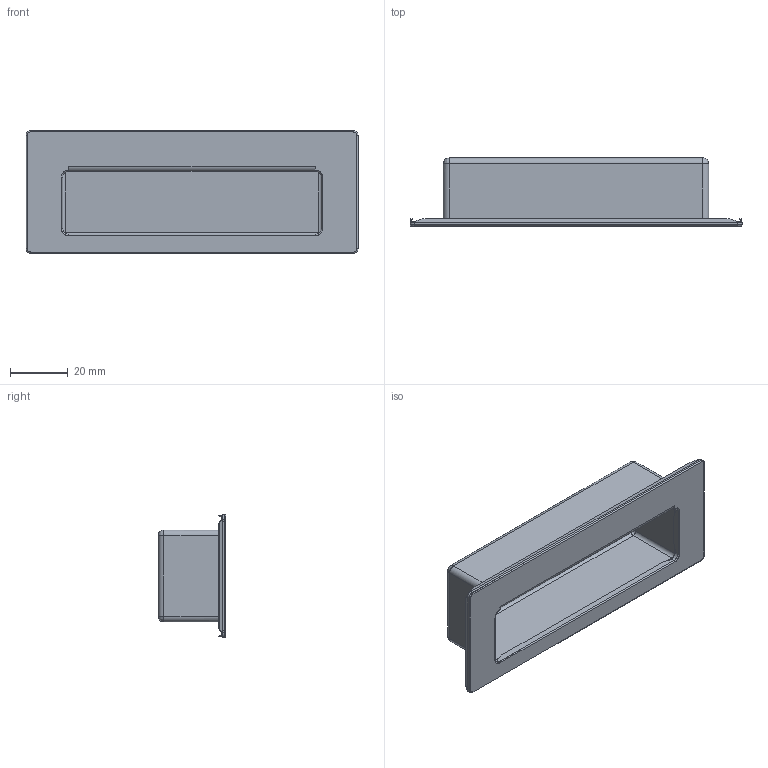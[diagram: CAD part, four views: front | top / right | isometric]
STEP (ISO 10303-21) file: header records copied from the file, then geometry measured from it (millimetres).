
FILE_DESCRIPTION((''),'2;1');
FILE_NAME('','2011-04-26T15:24:47',(''),(''),'','CADfix','');
FILE_SCHEMA(('AUTOMOTIVE_DESIGN { 1 0 10303 214 1 1 1 1 }'));
Length unit declared in the file: millimetre
Bounding box: 114.8 x 23.5 x 42.3 mm (x, y, z)
Volume: 8693.2 mm3; surface area: 29237.3 mm2
Topology: 2 solids, 2 shells, 177 faces, 441 edges, 266 vertices
Faces by surface type: bspline 177
Entity records: 6012 total; most frequent: CARTESIAN_POINT 3340, ORIENTED_EDGE 882, EDGE_CURVE 441, VERTEX_POINT 266, QUASI_UNIFORM_CURVE 247, B_SPLINE_CURVE_WITH_KNOTS 194, EDGE_LOOP 181, FACE_OUTER_BOUND 177
